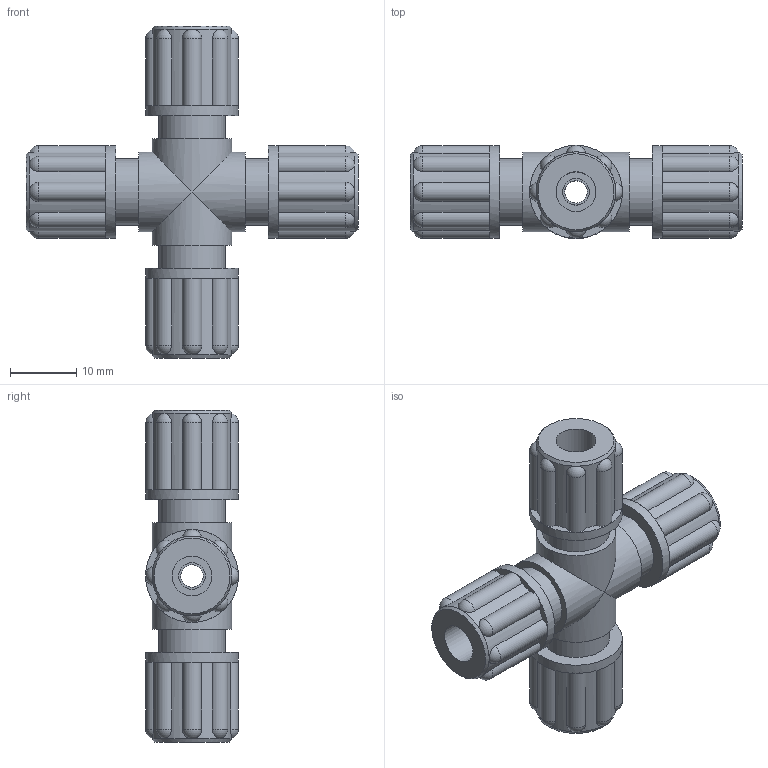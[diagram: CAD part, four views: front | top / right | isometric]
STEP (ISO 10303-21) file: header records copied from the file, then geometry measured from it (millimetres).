
FILE_DESCRIPTION(/* description */ (''),/* implementation_level */ '2;1');
FILE_NAME(/* name */ '1A400T40xx.stp',/* time_stamp */ '2018-01-29T15:43:47+01:00',/* author */ ('SoMue'),/* organization */ (''),/* preprocessor_version */ 'ST-DEVELOPER v17',/* originating_system */ 'Autodesk Inventor 2018',/* authorisation */ '');
FILE_SCHEMA (('CONFIG_CONTROL_DESIGN'));
Length unit declared in the file: millimetre
Products named in the file (1): 1A400T40xx
Bounding box: 50 x 14 x 50 mm (x, y, z)
Volume: 8999.8 mm3; surface area: 6633.6 mm2
Topology: 1 solids, 1 shells, 176 faces, 436 edges, 276 vertices
Faces by surface type: cylinder 88, plane 52, sphere 32, cone 4
Full cylindrical faces by diameter (mm): 3.4 x4, 4 x4, 6 x4, 10 x4, 12 x4, 14 x4
Entity records: 5955 total; most frequent: CARTESIAN_POINT 1593, DIRECTION 1006, ORIENTED_EDGE 872, AXIS2_PLACEMENT_3D 457, EDGE_CURVE 436, VERTEX_POINT 276, CIRCLE 268, EDGE_LOOP 196
